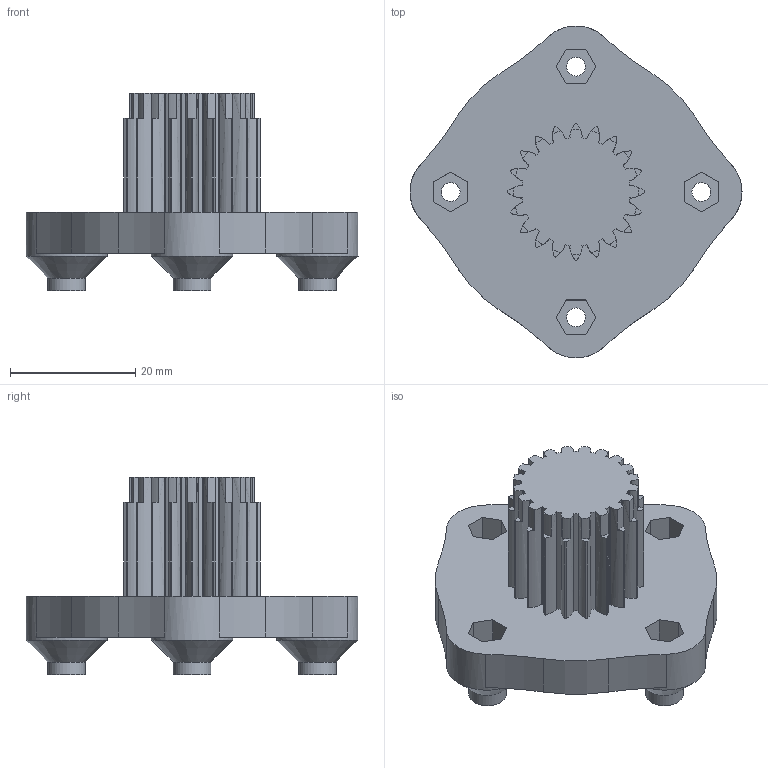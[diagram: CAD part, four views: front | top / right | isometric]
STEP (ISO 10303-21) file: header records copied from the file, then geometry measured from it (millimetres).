
FILE_DESCRIPTION(/* description */ (''),/* implementation_level */ '2;1');
FILE_NAME(/* name */ 'Sun_Gear_Carrier.step',/* time_stamp */ '2022-07-19T20:25:16-04:00',/* author */ (''),/* organization */ (''),/* preprocessor_version */ 'ST-DEVELOPER v19',/* originating_system */ 'Autodesk Translation Framework v11.7.0.108',/* authorisation */ '');
FILE_SCHEMA (('AUTOMOTIVE_DESIGN { 1 0 10303 214 3 1 1 }'));
Length unit declared in the file: millimetre
Products named in the file (1): FusionComponent
Bounding box: 53 x 53 x 31.5 mm (x, y, z)
Volume: 15368.4 mm3; surface area: 8167.5 mm2
Topology: 1 solids, 1 shells, 264 faces, 759 edges, 503 vertices
Faces by surface type: plane 134, cylinder 86, bspline 40, cone 4
Full cylindrical faces by diameter (mm): 3 x4, 6 x4, 13 x4, 25 x1, 27 x1
Entity records: 10218 total; most frequent: CARTESIAN_POINT 3487, ORIENTED_EDGE 1518, DIRECTION 1240, EDGE_CURVE 759, VERTEX_POINT 503, AXIS2_PLACEMENT_3D 416, LINE 408, VECTOR 408
